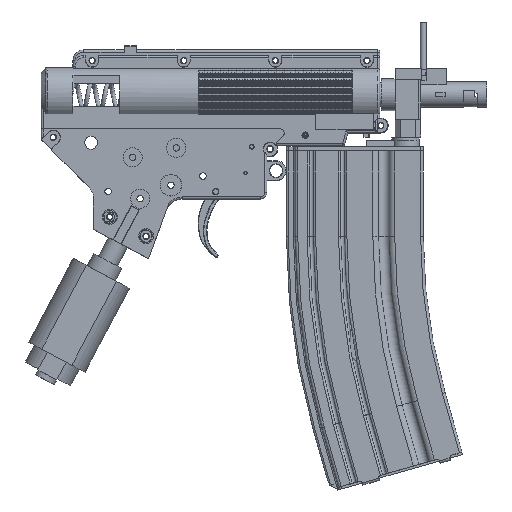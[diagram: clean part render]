
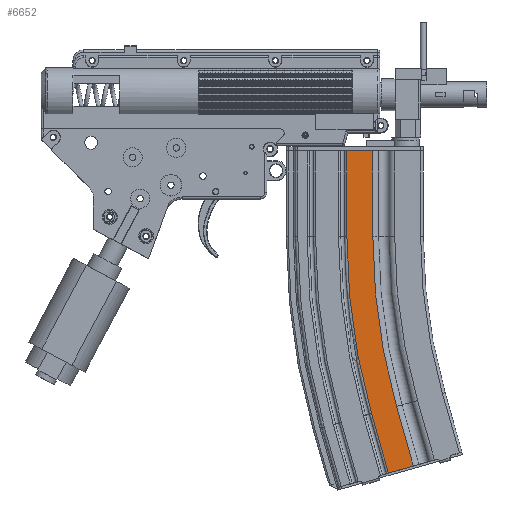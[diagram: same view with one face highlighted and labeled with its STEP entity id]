
A CAD part, left-side view. The second image highlights one B-rep face of the part: STEP entity #6652.
In plain terms, the highlighted planar face has unit normal (-1, 0, 0).
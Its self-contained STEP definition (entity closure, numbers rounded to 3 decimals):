
#523 = VERTEX_POINT('',#524);
#524 = CARTESIAN_POINT('',(-10.913,-134.567,
    50.643));
#531 = EDGE_CURVE('',#523,#532,#534,.T.);
#532 = VERTEX_POINT('',#533);
#533 = CARTESIAN_POINT('',(-10.913,-146.759,
    50.643));
#534 = LINE('',#535,#536);
#535 = CARTESIAN_POINT('',(-10.913,-169.523,
    50.643));
#536 = VECTOR('',#537,1.);
#537 = DIRECTION('',(0.,-1.,0.));
#4644 = EDGE_CURVE('',#4645,#4647,#4649,.T.);
#4645 = VERTEX_POINT('',#4646);
#4646 = CARTESIAN_POINT('',(-10.913,-154.078,
    -100.697));
#4647 = VERTEX_POINT('',#4648);
#4648 = CARTESIAN_POINT('',(-10.913,-146.135,
    -72.749));
#4649 = LINE('',#4650,#4651);
#4650 = CARTESIAN_POINT('',(-10.913,-159.546,
    -119.935));
#4651 = VECTOR('',#4652,1.);
#4652 = DIRECTION('',(0.,0.273,0.962)
  );
#4677 = EDGE_CURVE('',#4678,#4680,#4682,.T.);
#4678 = VERTEX_POINT('',#4679);
#4679 = CARTESIAN_POINT('',(-10.913,-146.759,
    10.271));
#4680 = VERTEX_POINT('',#4681);
#4681 = CARTESIAN_POINT('',(-10.913,-157.863,
    -69.416));
#4682 = CIRCLE('',#4683,291.488);
#4683 = AXIS2_PLACEMENT_3D('',#4684,#4685,#4686);
#4684 = CARTESIAN_POINT('',(-10.913,-438.247,
    10.271));
#4685 = DIRECTION('',(-1.,0.,0.));
#4686 = DIRECTION('',(0.,0.962,-0.273
    ));
#4712 = VERTEX_POINT('',#4713);
#4713 = CARTESIAN_POINT('',(-10.913,-165.806,
    -97.364));
#4723 = EDGE_CURVE('',#4680,#4712,#4724,.T.);
#4724 = LINE('',#4725,#4726);
#4725 = CARTESIAN_POINT('',(-10.913,-157.863,
    -69.416));
#4726 = VECTOR('',#4727,1.);
#4727 = DIRECTION('',(0.,-0.273,-0.962
    ));
#4739 = EDGE_CURVE('',#4645,#4712,#4740,.T.);
#4740 = LINE('',#4741,#4742);
#4741 = CARTESIAN_POINT('',(-10.913,-175.03,
    -94.743));
#4742 = VECTOR('',#4743,1.);
#4743 = DIRECTION('',(0.,-0.962,0.273)
  );
#4765 = EDGE_CURVE('',#4647,#4766,#4768,.T.);
#4766 = VERTEX_POINT('',#4767);
#4767 = CARTESIAN_POINT('',(-10.913,-134.567,
    10.271));
#4768 = CIRCLE('',#4769,303.68);
#4769 = AXIS2_PLACEMENT_3D('',#4770,#4771,#4772);
#4770 = CARTESIAN_POINT('',(-10.913,-438.247,
    10.271));
#4771 = DIRECTION('',(1.,0.,0.));
#4772 = DIRECTION('',(0.,1.,0.));
#6640 = EDGE_CURVE('',#532,#4678,#6641,.T.);
#6641 = LINE('',#6642,#6643);
#6642 = CARTESIAN_POINT('',(-10.913,-146.759,
    60.66));
#6643 = VECTOR('',#6644,1.);
#6644 = DIRECTION('',(0.,0.,-1.));
#6652 = ADVANCED_FACE('',(#6653),#6668,.F.);
#6653 = FACE_BOUND('',#6654,.T.);
#6654 = EDGE_LOOP('',(#6655,#6661,#6662,#6663,#6664,#6665,#6666,#6667));
#6655 = ORIENTED_EDGE('',*,*,#6656,.F.);
#6656 = EDGE_CURVE('',#4766,#523,#6657,.T.);
#6657 = LINE('',#6658,#6659);
#6658 = CARTESIAN_POINT('',(-10.913,-134.567,
    10.271));
#6659 = VECTOR('',#6660,1.);
#6660 = DIRECTION('',(0.,0.,1.));
#6661 = ORIENTED_EDGE('',*,*,#4765,.F.);
#6662 = ORIENTED_EDGE('',*,*,#4644,.F.);
#6663 = ORIENTED_EDGE('',*,*,#4739,.T.);
#6664 = ORIENTED_EDGE('',*,*,#4723,.F.);
#6665 = ORIENTED_EDGE('',*,*,#4677,.F.);
#6666 = ORIENTED_EDGE('',*,*,#6640,.F.);
#6667 = ORIENTED_EDGE('',*,*,#531,.F.);
#6668 = PLANE('',#6669);
#6669 = AXIS2_PLACEMENT_3D('',#6670,#6671,#6672);
#6670 = CARTESIAN_POINT('',(-10.913,-188.8,
    -112.766));
#6671 = DIRECTION('',(1.,0.,0.));
#6672 = DIRECTION('',(0.,0.962,-0.273
    ));
